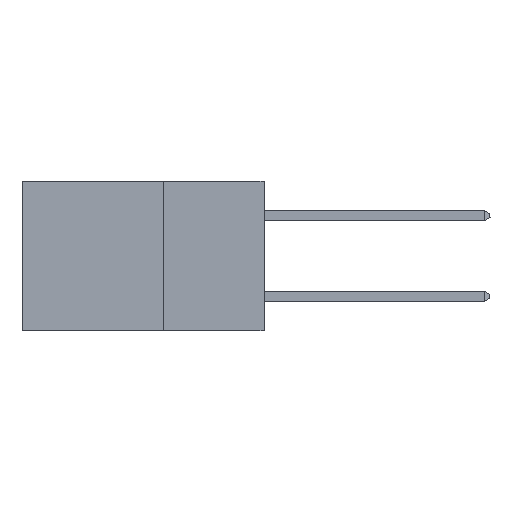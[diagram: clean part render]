
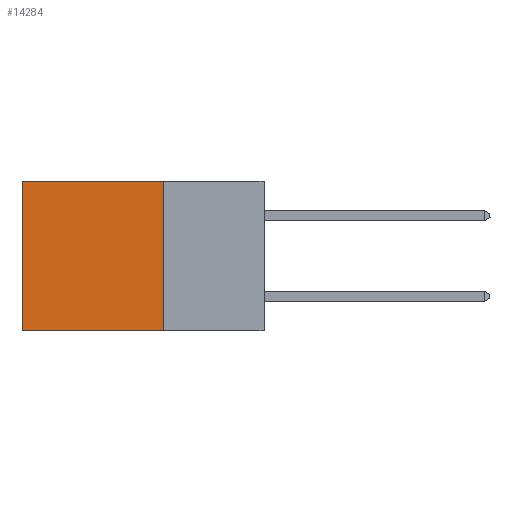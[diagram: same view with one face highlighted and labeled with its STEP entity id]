
A CAD part, left-side view. The second image highlights one B-rep face of the part: STEP entity #14284.
In plain terms, the highlighted planar face has unit normal (-1, 0, 0).
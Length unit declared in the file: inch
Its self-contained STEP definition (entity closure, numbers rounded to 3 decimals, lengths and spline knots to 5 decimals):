
#944 = DIRECTION ( 'NONE',  ( 0., 1., 0. ) ) ;
#1398 = VECTOR ( 'NONE', #7096, 39.37008 ) ;
#1483 = ORIENTED_EDGE ( 'NONE', *, *, #11356, .T. ) ;
#1953 = CARTESIAN_POINT ( 'NONE',  ( 0.298, 0.25, -0.37 ) ) ;
#3359 = LINE ( 'NONE', #22461, #24741 ) ;
#3611 = LINE ( 'NONE', #19265, #8718 ) ;
#6231 = CARTESIAN_POINT ( 'NONE',  ( 0.298, 0.25, 0. ) ) ;
#6734 = CARTESIAN_POINT ( 'NONE',  ( 0.298, 0.25, 0. ) ) ;
#6921 = VERTEX_POINT ( 'NONE', #17046 ) ;
#7017 = AXIS2_PLACEMENT_3D ( 'NONE', #6734, #13207, #21849 ) ;
#7096 = DIRECTION ( 'NONE',  ( 0., 0., -1. ) ) ;
#8718 = VECTOR ( 'NONE', #21623, 39.37008 ) ;
#9931 = VERTEX_POINT ( 'NONE', #6231 ) ;
#9994 = EDGE_CURVE ( 'NONE', #9931, #20834, #11578, .T. ) ;
#11356 = EDGE_CURVE ( 'NONE', #6921, #15353, #3611, .T. ) ;
#11578 = LINE ( 'NONE', #17717, #1398 ) ;
#11717 = DIRECTION ( 'NONE',  ( 0., 1., 0. ) ) ;
#13178 = EDGE_CURVE ( 'NONE', #20834, #15353, #24688, .T. ) ;
#13202 = ORIENTED_EDGE ( 'NONE', *, *, #19186, .T. ) ;
#13207 = DIRECTION ( 'NONE',  ( 1., 0., 0. ) ) ;
#13709 = CARTESIAN_POINT ( 'NONE',  ( 0.298, 0.25, -0.37 ) ) ;
#13930 = VECTOR ( 'NONE', #11717, 39.37008 ) ;
#14284 = ADVANCED_FACE ( 'NONE', ( #23609 ), #15578, .F. ) ;
#15353 = VERTEX_POINT ( 'NONE', #24653 ) ;
#15578 = PLANE ( 'NONE',  #7017 ) ;
#17046 = CARTESIAN_POINT ( 'NONE',  ( 0.298, 0.6, 0. ) ) ;
#17292 = EDGE_LOOP ( 'NONE', ( #1483, #19368, #18884, #13202 ) ) ;
#17717 = CARTESIAN_POINT ( 'NONE',  ( 0.298, 0.25, 0. ) ) ;
#18884 = ORIENTED_EDGE ( 'NONE', *, *, #9994, .F. ) ;
#19186 = EDGE_CURVE ( 'NONE', #9931, #6921, #3359, .T. ) ;
#19265 = CARTESIAN_POINT ( 'NONE',  ( 0.298, 0.6, 0. ) ) ;
#19368 = ORIENTED_EDGE ( 'NONE', *, *, #13178, .F. ) ;
#20834 = VERTEX_POINT ( 'NONE', #1953 ) ;
#21623 = DIRECTION ( 'NONE',  ( 0., 0., -1. ) ) ;
#21849 = DIRECTION ( 'NONE',  ( 0., 0., -1. ) ) ;
#22461 = CARTESIAN_POINT ( 'NONE',  ( 0.298, 0.25, 0. ) ) ;
#23609 = FACE_OUTER_BOUND ( 'NONE', #17292, .T. ) ;
#24653 = CARTESIAN_POINT ( 'NONE',  ( 0.298, 0.6, -0.37 ) ) ;
#24688 = LINE ( 'NONE', #13709, #13930 ) ;
#24741 = VECTOR ( 'NONE', #944, 39.37008 ) ;
